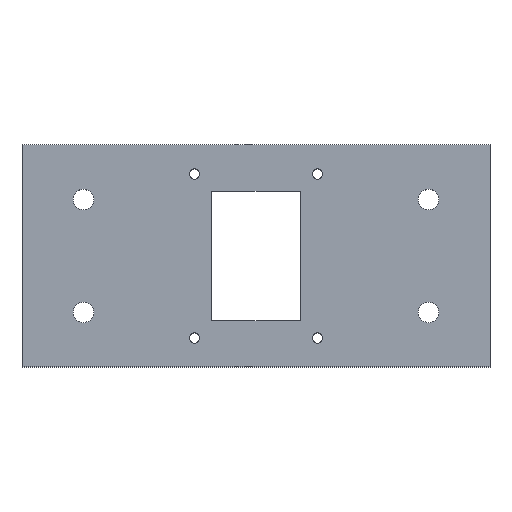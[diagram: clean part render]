
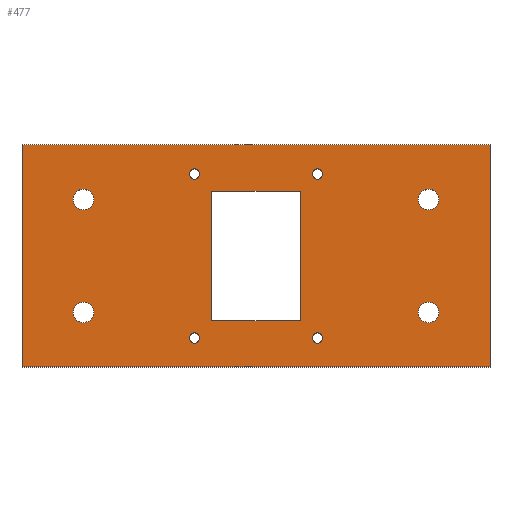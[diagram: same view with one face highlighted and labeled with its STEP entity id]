
A CAD part, top view. The second image highlights one B-rep face of the part: STEP entity #477.
In plain terms, the highlighted planar face has unit normal (0, 0, 1).
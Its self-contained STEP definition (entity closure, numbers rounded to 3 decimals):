
#19=FACE_BOUND('',#106,.T.);
#20=FACE_BOUND('',#107,.T.);
#21=FACE_BOUND('',#108,.T.);
#22=FACE_BOUND('',#109,.T.);
#23=FACE_BOUND('',#110,.T.);
#24=FACE_BOUND('',#111,.T.);
#25=FACE_BOUND('',#112,.T.);
#26=FACE_BOUND('',#113,.T.);
#27=FACE_BOUND('',#114,.T.);
#49=PLANE('',#541);
#75=FACE_OUTER_BOUND('',#105,.T.);
#105=EDGE_LOOP('',(#409,#410,#411,#412));
#106=EDGE_LOOP('',(#413,#414,#415,#416));
#107=EDGE_LOOP('',(#417));
#108=EDGE_LOOP('',(#418));
#109=EDGE_LOOP('',(#419));
#110=EDGE_LOOP('',(#420));
#111=EDGE_LOOP('',(#421));
#112=EDGE_LOOP('',(#422));
#113=EDGE_LOOP('',(#423));
#114=EDGE_LOOP('',(#424));
#129=LINE('',#721,#165);
#133=LINE('',#729,#169);
#136=LINE('',#735,#172);
#139=LINE('',#740,#175);
#151=LINE('',#789,#187);
#154=LINE('',#795,#190);
#157=LINE('',#801,#193);
#160=LINE('',#805,#196);
#165=VECTOR('',#591,10.);
#169=VECTOR('',#597,10.);
#172=VECTOR('',#602,10.);
#175=VECTOR('',#607,10.);
#187=VECTOR('',#661,10.);
#190=VECTOR('',#666,10.);
#193=VECTOR('',#671,10.);
#196=VECTOR('',#676,10.);
#209=CIRCLE('',#518,3.);
#211=CIRCLE('',#521,3.);
#213=CIRCLE('',#524,3.);
#215=CIRCLE('',#527,1.5);
#216=CIRCLE('',#529,1.5);
#217=CIRCLE('',#531,1.5);
#218=CIRCLE('',#533,1.5);
#219=CIRCLE('',#535,3.);
#233=VERTEX_POINT('',#719);
#234=VERTEX_POINT('',#720);
#237=VERTEX_POINT('',#728);
#239=VERTEX_POINT('',#734);
#241=VERTEX_POINT('',#743);
#243=VERTEX_POINT('',#749);
#245=VERTEX_POINT('',#755);
#247=VERTEX_POINT('',#761);
#248=VERTEX_POINT('',#765);
#249=VERTEX_POINT('',#769);
#250=VERTEX_POINT('',#773);
#251=VERTEX_POINT('',#777);
#255=VERTEX_POINT('',#786);
#256=VERTEX_POINT('',#788);
#258=VERTEX_POINT('',#794);
#260=VERTEX_POINT('',#800);
#277=EDGE_CURVE('',#233,#234,#129,.T.);
#281=EDGE_CURVE('',#237,#233,#133,.T.);
#284=EDGE_CURVE('',#239,#237,#136,.T.);
#287=EDGE_CURVE('',#234,#239,#139,.T.);
#289=EDGE_CURVE('',#241,#241,#209,.T.);
#292=EDGE_CURVE('',#243,#243,#211,.T.);
#295=EDGE_CURVE('',#245,#245,#213,.T.);
#298=EDGE_CURVE('',#247,#247,#215,.T.);
#300=EDGE_CURVE('',#248,#248,#216,.T.);
#302=EDGE_CURVE('',#249,#249,#217,.T.);
#304=EDGE_CURVE('',#250,#250,#218,.T.);
#306=EDGE_CURVE('',#251,#251,#219,.T.);
#311=EDGE_CURVE('',#256,#255,#151,.T.);
#314=EDGE_CURVE('',#258,#256,#154,.T.);
#317=EDGE_CURVE('',#260,#258,#157,.T.);
#320=EDGE_CURVE('',#255,#260,#160,.T.);
#409=ORIENTED_EDGE('',*,*,#320,.T.);
#410=ORIENTED_EDGE('',*,*,#317,.T.);
#411=ORIENTED_EDGE('',*,*,#314,.T.);
#412=ORIENTED_EDGE('',*,*,#311,.T.);
#413=ORIENTED_EDGE('',*,*,#277,.T.);
#414=ORIENTED_EDGE('',*,*,#287,.T.);
#415=ORIENTED_EDGE('',*,*,#284,.T.);
#416=ORIENTED_EDGE('',*,*,#281,.T.);
#417=ORIENTED_EDGE('',*,*,#306,.T.);
#418=ORIENTED_EDGE('',*,*,#304,.T.);
#419=ORIENTED_EDGE('',*,*,#302,.T.);
#420=ORIENTED_EDGE('',*,*,#300,.T.);
#421=ORIENTED_EDGE('',*,*,#298,.T.);
#422=ORIENTED_EDGE('',*,*,#295,.T.);
#423=ORIENTED_EDGE('',*,*,#292,.T.);
#424=ORIENTED_EDGE('',*,*,#289,.T.);
#477=ADVANCED_FACE('',(#75,#19,#20,#21,#22,#23,#24,#25,#26,#27),#49,.T.);
#518=AXIS2_PLACEMENT_3D('',#744,#611,#612);
#521=AXIS2_PLACEMENT_3D('',#750,#618,#619);
#524=AXIS2_PLACEMENT_3D('',#756,#625,#626);
#527=AXIS2_PLACEMENT_3D('',#762,#632,#633);
#529=AXIS2_PLACEMENT_3D('',#766,#637,#638);
#531=AXIS2_PLACEMENT_3D('',#770,#642,#643);
#533=AXIS2_PLACEMENT_3D('',#774,#647,#648);
#535=AXIS2_PLACEMENT_3D('',#778,#652,#653);
#541=AXIS2_PLACEMENT_3D('',#806,#677,#678);
#591=DIRECTION('',(0.,-1.,0.));
#597=DIRECTION('',(1.,0.,0.));
#602=DIRECTION('',(0.,1.,0.));
#607=DIRECTION('',(-1.,0.,0.));
#611=DIRECTION('center_axis',(0.,0.,-1.));
#612=DIRECTION('ref_axis',(1.,0.,0.));
#618=DIRECTION('center_axis',(0.,0.,-1.));
#619=DIRECTION('ref_axis',(1.,0.,0.));
#625=DIRECTION('center_axis',(0.,0.,-1.));
#626=DIRECTION('ref_axis',(1.,0.,0.));
#632=DIRECTION('center_axis',(0.,0.,-1.));
#633=DIRECTION('ref_axis',(1.,0.,0.));
#637=DIRECTION('center_axis',(0.,0.,-1.));
#638=DIRECTION('ref_axis',(1.,0.,0.));
#642=DIRECTION('center_axis',(0.,0.,-1.));
#643=DIRECTION('ref_axis',(1.,0.,0.));
#647=DIRECTION('center_axis',(0.,0.,-1.));
#648=DIRECTION('ref_axis',(1.,0.,0.));
#652=DIRECTION('center_axis',(0.,0.,-1.));
#653=DIRECTION('ref_axis',(1.,0.,0.));
#661=DIRECTION('',(0.,-1.,0.));
#666=DIRECTION('',(-1.,0.,0.));
#671=DIRECTION('',(0.,1.,0.));
#676=DIRECTION('',(1.,0.,0.));
#677=DIRECTION('center_axis',(0.,0.,1.));
#678=DIRECTION('ref_axis',(1.,0.,0.));
#719=CARTESIAN_POINT('',(81.5,-13.5,8.));
#720=CARTESIAN_POINT('',(81.5,-51.5,8.));
#721=CARTESIAN_POINT('',(81.5,-23.,8.));
#728=CARTESIAN_POINT('',(55.5,-13.5,8.));
#729=CARTESIAN_POINT('',(62.,-13.5,8.));
#734=CARTESIAN_POINT('',(55.5,-51.5,8.));
#735=CARTESIAN_POINT('',(55.5,-42.,8.));
#740=CARTESIAN_POINT('',(75.,-51.5,8.));
#743=CARTESIAN_POINT('',(15.,-16.,8.));
#744=CARTESIAN_POINT('Origin',(18.,-16.,8.));
#749=CARTESIAN_POINT('',(15.,-49.,8.));
#750=CARTESIAN_POINT('Origin',(18.,-49.,8.));
#755=CARTESIAN_POINT('',(116.,-16.,8.));
#756=CARTESIAN_POINT('Origin',(119.,-16.,8.));
#761=CARTESIAN_POINT('',(49.,-8.5,8.));
#762=CARTESIAN_POINT('Origin',(50.5,-8.5,8.));
#765=CARTESIAN_POINT('',(49.,-56.5,8.));
#766=CARTESIAN_POINT('Origin',(50.5,-56.5,8.));
#769=CARTESIAN_POINT('',(85.,-8.5,8.));
#770=CARTESIAN_POINT('Origin',(86.5,-8.5,8.));
#773=CARTESIAN_POINT('',(85.,-56.5,8.));
#774=CARTESIAN_POINT('Origin',(86.5,-56.5,8.));
#777=CARTESIAN_POINT('',(116.,-49.,8.));
#778=CARTESIAN_POINT('Origin',(119.,-49.,8.));
#786=CARTESIAN_POINT('',(0.,-65.,8.));
#788=CARTESIAN_POINT('',(0.,0.,8.));
#789=CARTESIAN_POINT('',(0.,-65.,8.));
#794=CARTESIAN_POINT('',(137.,0.,8.));
#795=CARTESIAN_POINT('',(0.,0.,8.));
#800=CARTESIAN_POINT('',(137.,-65.,8.));
#801=CARTESIAN_POINT('',(137.,0.,8.));
#805=CARTESIAN_POINT('',(137.,-65.,8.));
#806=CARTESIAN_POINT('Origin',(68.5,-32.5,8.));
